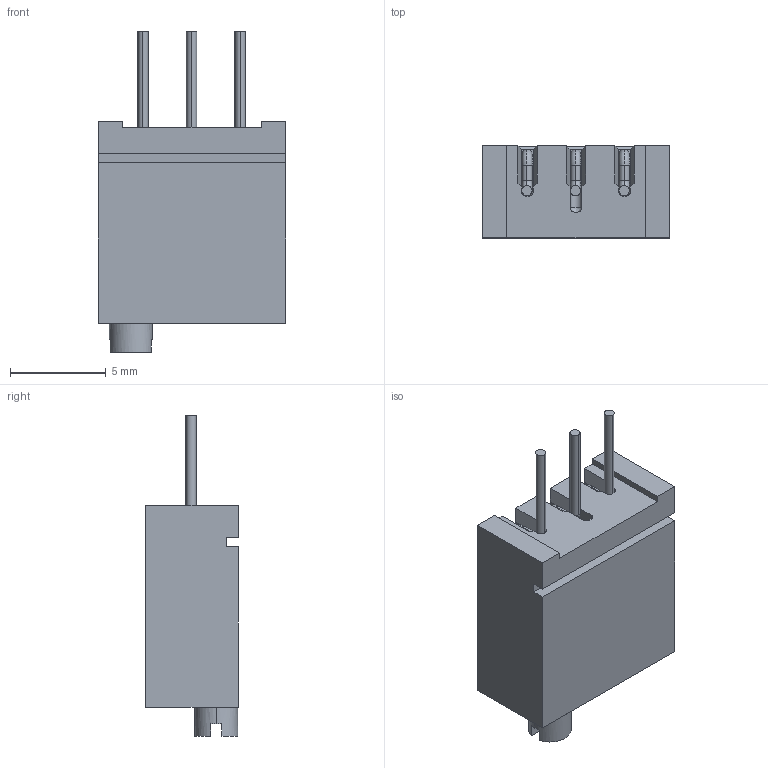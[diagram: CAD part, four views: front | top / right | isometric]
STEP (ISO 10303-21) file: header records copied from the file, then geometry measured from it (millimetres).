
FILE_DESCRIPTION((''),'2;1');
FILE_NAME('67-21-W_FOR_STEP_SW0001','2012-01-26T',('BMozley'),(''),'PRO/ENGINEER BY PARAMETRIC TECHNOLOGY CORPORATION, 2011370','PRO/ENGINEER BY PARAMETRIC TECHNOLOGY CORPORATION, 2011370','');
FILE_SCHEMA(('CONFIG_CONTROL_DESIGN'));
Length unit declared in the file: inch
Products named in the file (1): 67-21-W_FOR_STEP_SW0001
Bounding box: 9.78 x 4.83 x 16.76 mm (x, y, z)
Volume: 475 mm3; surface area: 482.8 mm2
Topology: 1 solids, 1 shells, 107 faces, 263 edges, 162 vertices
Faces by surface type: plane 66, cylinder 23, torus 15, bspline 3
Entity records: 3250 total; most frequent: CARTESIAN_POINT 655, DIRECTION 539, ORIENTED_EDGE 526, EDGE_CURVE 263, VECTOR 183, LINE 183, AXIS2_PLACEMENT_3D 178, VERTEX_POINT 162
